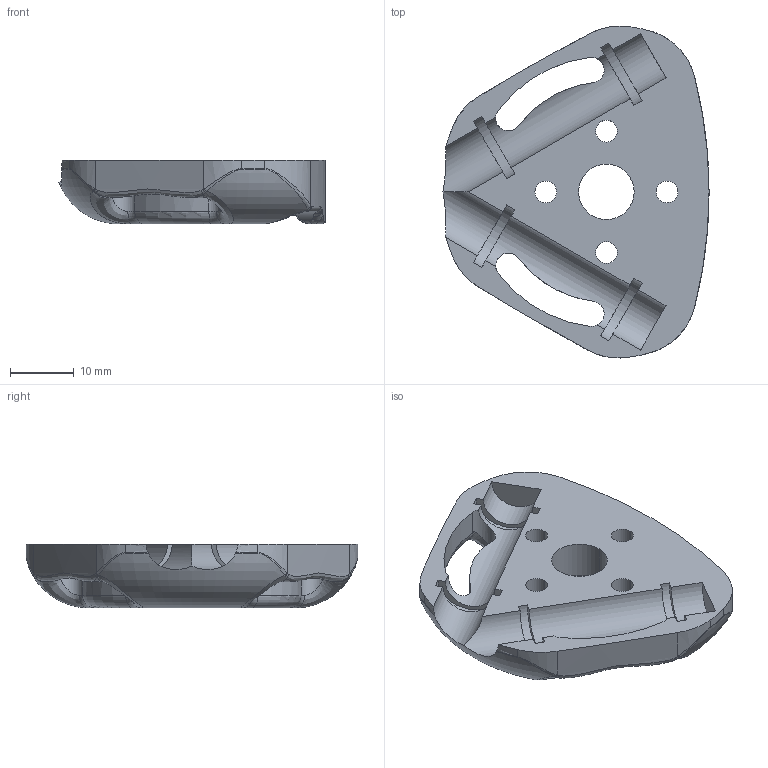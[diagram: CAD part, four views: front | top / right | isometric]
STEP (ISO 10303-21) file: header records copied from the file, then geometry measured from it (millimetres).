
FILE_DESCRIPTION (( 'STEP AP214' ), '1' );
FILE_NAME ('Union_MotorEscEstructura_V6.STEP', '2023-07-17T10:14:20', ( '' ), ( '' ), 'SwSTEP 2.0', 'SolidWorks 2022', '' );
FILE_SCHEMA (( 'AUTOMOTIVE_DESIGN' ));
Length unit declared in the file: millimetre
Products named in the file (1): Union_MotorEscEstructura_V6
Bounding box: 41.66 x 51.97 x 10 mm (x, y, z)
Volume: 9256.7 mm3; surface area: 5308.6 mm2
Topology: 1 solids, 1 shells, 185 faces, 476 edges, 287 vertices
Faces by surface type: cylinder 65, bspline 59, torus 42, plane 19
Entity records: 8216 total; most frequent: CARTESIAN_POINT 4008, ORIENTED_EDGE 948, DIRECTION 828, EDGE_CURVE 474, AXIS2_PLACEMENT_3D 363, VERTEX_POINT 287, CIRCLE 236, EDGE_LOOP 195
